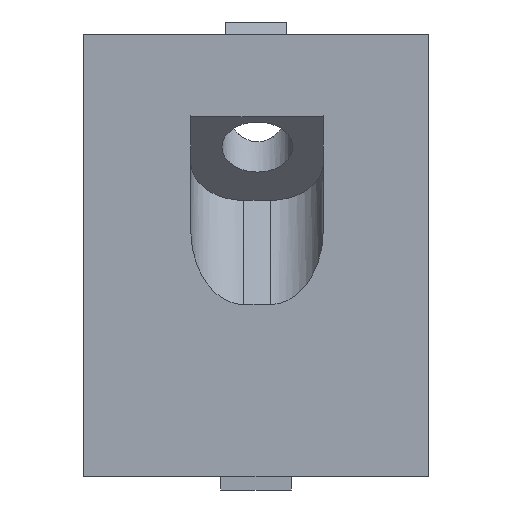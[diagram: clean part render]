
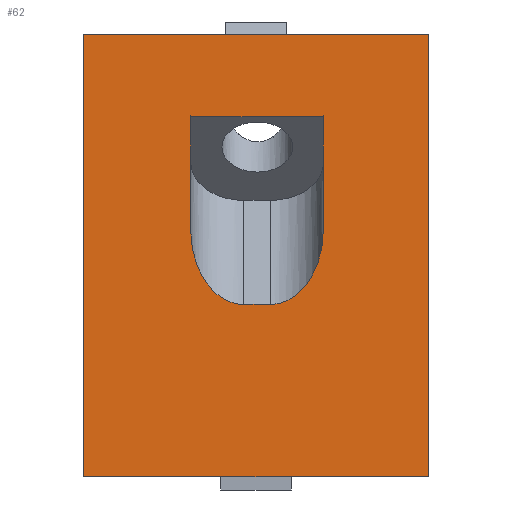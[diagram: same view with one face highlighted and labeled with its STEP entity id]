
A CAD part, front view. The second image highlights one B-rep face of the part: STEP entity #62.
In plain terms, the highlighted planar face has unit normal (0, -1, 0).
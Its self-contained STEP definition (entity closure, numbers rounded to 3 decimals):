
#62=ADVANCED_FACE('',(#647,#649),#651,.F.);
#647=FACE_BOUND('',#648,.T.);
#648=EDGE_LOOP('',(#1119,#1120,#1121,#1122));
#649=FACE_BOUND('',#650,.T.);
#650=EDGE_LOOP('',(#1123,#1124,#1125,#1126,#1127,#1128));
#651=PLANE('',#652);
#652=AXIS2_PLACEMENT_3D('',#653,#654,#655);
#653=CARTESIAN_POINT('',(-19.655,-12.538,50.));
#654=DIRECTION('',(0.,1.,0.));
#655=DIRECTION('',(0.,-0.,1.));
#1119=ORIENTED_EDGE('',*,*,#1453,.T.);
#1120=ORIENTED_EDGE('',*,*,#1454,.F.);
#1121=ORIENTED_EDGE('',*,*,#1455,.F.);
#1122=ORIENTED_EDGE('',*,*,#1456,.T.);
#1123=ORIENTED_EDGE('',*,*,#1457,.F.);
#1124=ORIENTED_EDGE('',*,*,#1458,.T.);
#1125=ORIENTED_EDGE('',*,*,#1459,.T.);
#1126=ORIENTED_EDGE('',*,*,#1460,.T.);
#1127=ORIENTED_EDGE('',*,*,#1461,.F.);
#1128=ORIENTED_EDGE('',*,*,#1462,.T.);
#1453=EDGE_CURVE('',#1626,#1627,#1628,.T.);
#1454=EDGE_CURVE('',#1629,#1627,#1630,.T.);
#1455=EDGE_CURVE('',#1631,#1629,#1632,.T.);
#1456=EDGE_CURVE('',#1631,#1626,#1633,.T.);
#1457=EDGE_CURVE('',#1634,#1635,#1636,.T.);
#1458=EDGE_CURVE('',#1634,#1637,#1638,.T.);
#1459=EDGE_CURVE('',#1637,#1639,#1640,.T.);
#1460=EDGE_CURVE('',#1639,#1641,#1642,.T.);
#1461=EDGE_CURVE('',#1643,#1641,#1644,.T.);
#1462=EDGE_CURVE('',#1643,#1635,#1645,.T.);
#1626=VERTEX_POINT('',#1936);
#1627=VERTEX_POINT('',#1937);
#1628=LINE('',#1938,#1939);
#1629=VERTEX_POINT('',#1941);
#1630=LINE('',#1942,#1943);
#1631=VERTEX_POINT('',#1945);
#1632=LINE('',#1946,#1947);
#1633=LINE('',#1949,#1950);
#1634=VERTEX_POINT('',#1952);
#1635=VERTEX_POINT('',#1953);
#1636=LINE('',#1954,#1955);
#1637=VERTEX_POINT('',#1957);
#1638=(BOUNDED_CURVE()B_SPLINE_CURVE(3,
(#1958,#1959,#1960,#1961),
.UNSPECIFIED.,.F.,.F.)B_SPLINE_CURVE_WITH_KNOTS((4,4),
(0.,1.),
.UNSPECIFIED.)CURVE()GEOMETRIC_REPRESENTATION_ITEM()RATIONAL_B_SPLINE_CURVE((1.,
0.805,0.805,1.))REPRESENTATION_ITEM(''));
#1639=VERTEX_POINT('',#1962);
#1640=LINE('',#1963,#1964);
#1641=VERTEX_POINT('',#1966);
#1642=LINE('',#1967,#1968);
#1643=VERTEX_POINT('',#1970);
#1644=LINE('',#1971,#1972);
#1645=(BOUNDED_CURVE()B_SPLINE_CURVE(3,
(#1974,#1975,#1976,#1977),
.UNSPECIFIED.,.F.,.F.)B_SPLINE_CURVE_WITH_KNOTS((4,4),
(0.,1.),
.UNSPECIFIED.)CURVE()GEOMETRIC_REPRESENTATION_ITEM()RATIONAL_B_SPLINE_CURVE((1.,
0.805,0.805,1.))REPRESENTATION_ITEM(''));
#1936=CARTESIAN_POINT('',(-19.655,-12.538,0.));
#1937=CARTESIAN_POINT('',(19.345,-12.538,0.));
#1938=CARTESIAN_POINT('',(-19.655,-12.538,0.));
#1939=VECTOR('',#1940,1.);
#1940=DIRECTION('',(1.,0.,0.));
#1941=CARTESIAN_POINT('',(19.345,-12.538,50.));
#1942=CARTESIAN_POINT('',(19.345,-12.538,50.));
#1943=VECTOR('',#1944,1.);
#1944=DIRECTION('',(0.,0.,-1.));
#1945=CARTESIAN_POINT('',(-19.655,-12.538,50.));
#1946=CARTESIAN_POINT('',(-19.655,-12.538,50.));
#1947=VECTOR('',#1948,1.);
#1948=DIRECTION('',(1.,0.,0.));
#1949=CARTESIAN_POINT('',(-19.655,-12.538,50.));
#1950=VECTOR('',#1951,1.);
#1951=DIRECTION('',(0.,0.,-1.));
#1952=CARTESIAN_POINT('',(-1.533,-12.538,19.476));
#1953=CARTESIAN_POINT('',(1.467,-12.538,19.476));
#1954=CARTESIAN_POINT('',(-1.533,-12.538,19.476));
#1955=VECTOR('',#1956,1.);
#1956=DIRECTION('',(1.,0.,0.));
#1957=CARTESIAN_POINT('',(-7.533,-12.538,27.962));
#1958=CARTESIAN_POINT('',(-1.533,-12.538,19.476));
#1959=CARTESIAN_POINT('',(-5.048,-12.538,19.476));
#1960=CARTESIAN_POINT('',(-7.533,-12.538,22.991));
#1961=CARTESIAN_POINT('',(-7.533,-12.538,27.962));
#1962=CARTESIAN_POINT('',(-7.533,-12.538,40.689));
#1963=CARTESIAN_POINT('',(-7.533,-12.538,27.962));
#1964=VECTOR('',#1965,1.);
#1965=DIRECTION('',(0.,0.,1.));
#1966=CARTESIAN_POINT('',(7.467,-12.538,40.689));
#1967=CARTESIAN_POINT('',(-7.533,-12.538,40.689));
#1968=VECTOR('',#1969,1.);
#1969=DIRECTION('',(1.,0.,0.));
#1970=CARTESIAN_POINT('',(7.467,-12.538,27.962));
#1971=CARTESIAN_POINT('',(7.467,-12.538,27.962));
#1972=VECTOR('',#1973,1.);
#1973=DIRECTION('',(0.,0.,1.));
#1974=CARTESIAN_POINT('',(7.467,-12.538,27.962));
#1975=CARTESIAN_POINT('',(7.467,-12.538,22.991));
#1976=CARTESIAN_POINT('',(4.981,-12.538,19.476));
#1977=CARTESIAN_POINT('',(1.467,-12.538,19.476));
